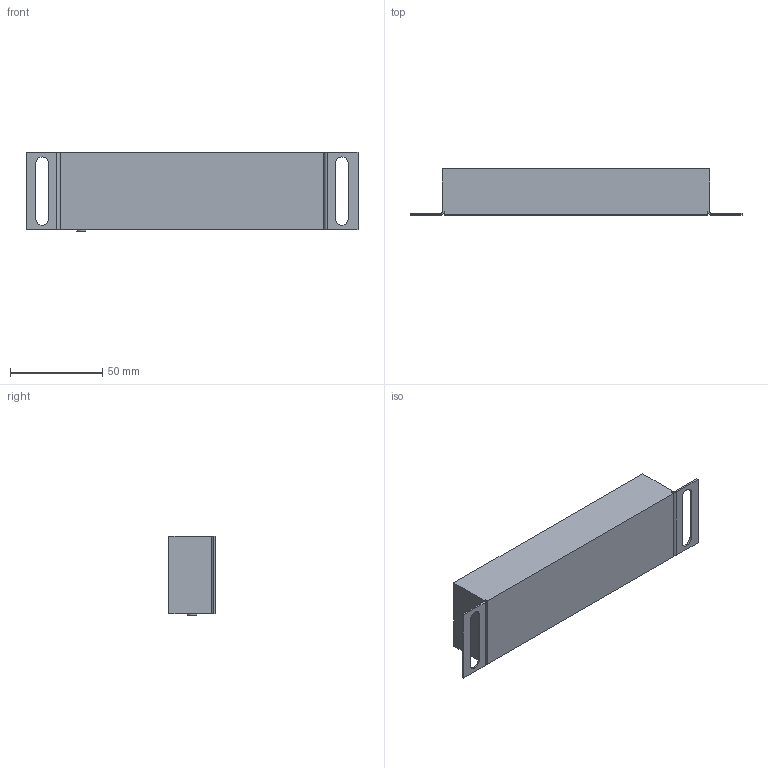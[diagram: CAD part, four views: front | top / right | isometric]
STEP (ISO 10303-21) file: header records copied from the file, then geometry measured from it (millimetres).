
FILE_DESCRIPTION (( 'STEP AP203' ), '1' );
FILE_NAME ('SB-1.STEP', '2023-08-10T11:09:09', ( '' ), ( '' ), 'SwSTEP 2.0', 'SolidWorks 2022', '' );
FILE_SCHEMA (( 'CONFIG_CONTROL_DESIGN' ));
Length unit declared in the file: millimetre
Products named in the file (1): SB-1
Bounding box: 180 x 25 x 43 mm (x, y, z)
Volume: 146551.3 mm3; surface area: 26728.2 mm2
Topology: 1 solids, 1 shells, 74 faces, 182 edges, 120 vertices
Faces by surface type: plane 56, cylinder 14, torus 4
Entity records: 2255 total; most frequent: CARTESIAN_POINT 377, DIRECTION 368, ORIENTED_EDGE 364, EDGE_CURVE 182, LINE 146, VECTOR 146, VERTEX_POINT 120, AXIS2_PLACEMENT_3D 111
